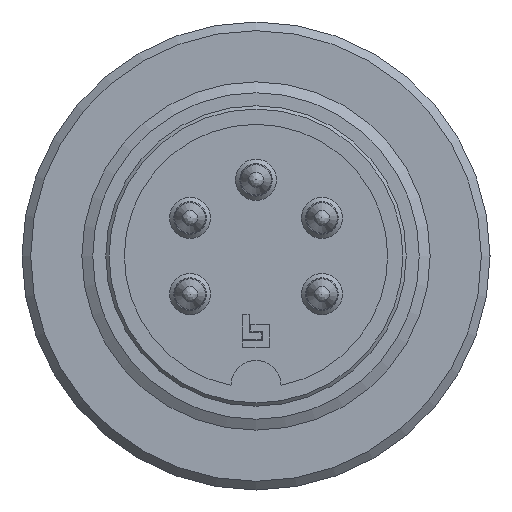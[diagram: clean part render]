
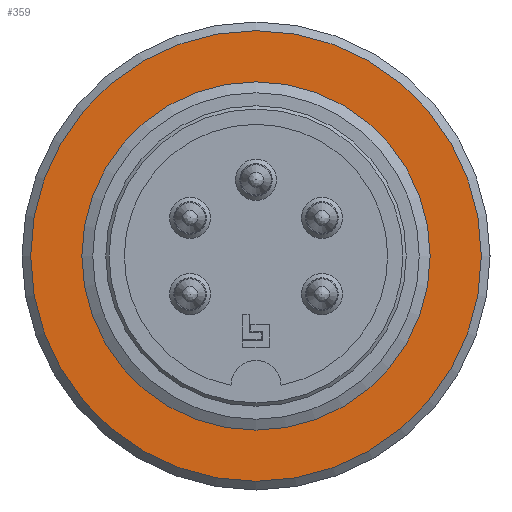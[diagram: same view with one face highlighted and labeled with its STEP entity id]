
A CAD part, left-side view. The second image highlights one B-rep face of the part: STEP entity #359.
In plain terms, the highlighted planar face has unit normal (-1, 0, 0).
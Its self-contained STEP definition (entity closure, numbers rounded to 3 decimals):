
#304=PLANE('',#1554);
#359=ADVANCED_FACE('',(#504,#505),#304,.F.);
#504=FACE_BOUND('',#618,.T.);
#505=FACE_BOUND('',#619,.T.);
#618=EDGE_LOOP('',(#782));
#619=EDGE_LOOP('',(#783));
#782=ORIENTED_EDGE('',*,*,#1266,.T.);
#783=ORIENTED_EDGE('',*,*,#1272,.T.);
#1127=VERTEX_POINT('',#2183);
#1133=VERTEX_POINT('',#2203);
#1266=EDGE_CURVE('',#1127,#1127,#1447,.T.);
#1272=EDGE_CURVE('',#1133,#1133,#1453,.T.);
#1447=CIRCLE('',#1539,10.35);
#1453=CIRCLE('',#1553,7.5);
#1539=AXIS2_PLACEMENT_3D('',#2182,#1741,#1742);
#1553=AXIS2_PLACEMENT_3D('',#2202,#1769,#1770);
#1554=AXIS2_PLACEMENT_3D('',#2204,#1771,#1772);
#1741=DIRECTION('',(-1.,0.,0.));
#1742=DIRECTION('',(0.,0.,-1.));
#1769=DIRECTION('',(1.,0.,0.));
#1770=DIRECTION('',(0.,0.,-1.));
#1771=DIRECTION('',(1.,0.,0.));
#1772=DIRECTION('',(0.,0.,-1.));
#2182=CARTESIAN_POINT('',(-2.4,0.,0.));
#2183=CARTESIAN_POINT('',(-2.4,0.,-10.35));
#2202=CARTESIAN_POINT('',(-2.4,0.,0.));
#2203=CARTESIAN_POINT('',(-2.4,0.,-7.5));
#2204=CARTESIAN_POINT('',(-2.4,0.,0.));
